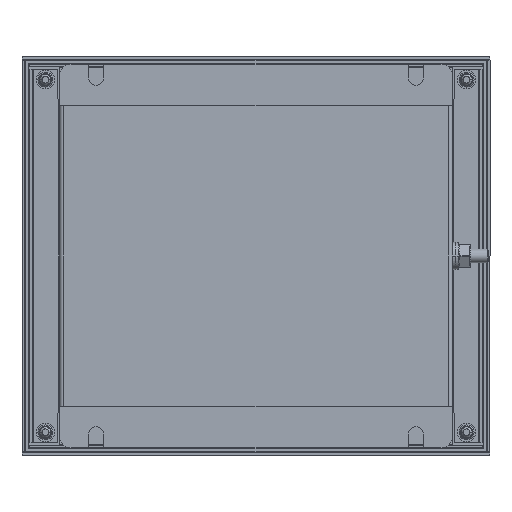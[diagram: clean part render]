
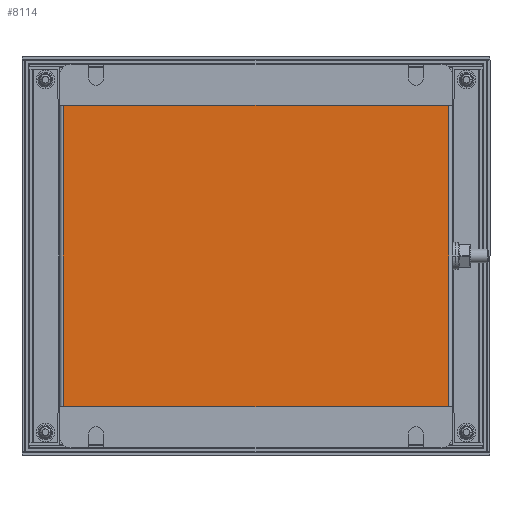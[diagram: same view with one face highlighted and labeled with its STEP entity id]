
A CAD part, front view. The second image highlights one B-rep face of the part: STEP entity #8114.
In plain terms, the highlighted planar face has unit normal (0, -1, 0).
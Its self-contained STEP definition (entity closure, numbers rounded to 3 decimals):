
#506 = CARTESIAN_POINT ( 'NONE',  ( -18.832, 0., -20.222 ) ) ;
#1013 = CARTESIAN_POINT ( 'NONE',  ( -24.901, 0., -11.98 ) ) ;
#1020 = VECTOR ( 'NONE', #52610, 1000. ) ;
#1022 = CARTESIAN_POINT ( 'NONE',  ( 84.5, 0., -68.5 ) ) ;
#1151 = CARTESIAN_POINT ( 'NONE',  ( -84.5, 0., 68.5 ) ) ;
#3429 = VECTOR ( 'NONE', #16554, 1000. ) ;
#3598 = VERTEX_POINT ( 'NONE', #56615 ) ;
#4399 = LINE ( 'NONE', #33059, #8165 ) ;
#4476 = DIRECTION ( 'NONE',  ( 1., 0., 0. ) ) ;
#4520 = EDGE_CURVE ( 'NONE', #25161, #54181, #63714, .T. ) ;
#4854 = CARTESIAN_POINT ( 'NONE',  ( -85.758, 0., -69.5 ) ) ;
#5970 = VERTEX_POINT ( 'NONE', #10228 ) ;
#6630 = VECTOR ( 'NONE', #10030, 1000. ) ;
#8114 = ADVANCED_FACE ( 'NONE', ( #46597 ), #40261, .F. ) ;
#8165 = VECTOR ( 'NONE', #21817, 1000. ) ;
#9663 = EDGE_CURVE ( 'NONE', #10154, #12648, #4399, .T. ) ;
#10030 = DIRECTION ( 'NONE',  ( 1., 0., 0. ) ) ;
#10154 = VERTEX_POINT ( 'NONE', #15659 ) ;
#10228 = CARTESIAN_POINT ( 'NONE',  ( 84.4, 0., 68.5 ) ) ;
#10980 = ORIENTED_EDGE ( 'NONE', *, *, #4520, .F. ) ;
#11231 = CARTESIAN_POINT ( 'NONE',  ( -84.4, 0., -68.5 ) ) ;
#11935 = ORIENTED_EDGE ( 'NONE', *, *, #55093, .T. ) ;
#12648 = VERTEX_POINT ( 'NONE', #1022 ) ;
#14021 = ORIENTED_EDGE ( 'NONE', *, *, #48879, .T. ) ;
#15659 = CARTESIAN_POINT ( 'NONE',  ( 84.4, 0., -68.5 ) ) ;
#16554 = DIRECTION ( 'NONE',  ( 0., 0., -1. ) ) ;
#19303 = CARTESIAN_POINT ( 'NONE',  ( 85.758, 0., 69.5 ) ) ;
#21392 = VECTOR ( 'NONE', #50578, 1000. ) ;
#21817 = DIRECTION ( 'NONE',  ( 1., 0., 0. ) ) ;
#22594 = VERTEX_POINT ( 'NONE', #4854 ) ;
#23058 = CARTESIAN_POINT ( 'NONE',  ( 84.5, 0., -68.5 ) ) ;
#23185 = ORIENTED_EDGE ( 'NONE', *, *, #69194, .T. ) ;
#23955 = CARTESIAN_POINT ( 'NONE',  ( 84.5, 0., 68.5 ) ) ;
#25161 = VERTEX_POINT ( 'NONE', #58263 ) ;
#25164 = CARTESIAN_POINT ( 'NONE',  ( -86., 0., 71. ) ) ;
#25293 = ORIENTED_EDGE ( 'NONE', *, *, #41243, .T. ) ;
#25880 = CARTESIAN_POINT ( 'NONE',  ( -86., 0., 69.5 ) ) ;
#26433 = CARTESIAN_POINT ( 'NONE',  ( -84.5, 0., -68.5 ) ) ;
#26678 = VECTOR ( 'NONE', #4476, 1000. ) ;
#27881 = EDGE_LOOP ( 'NONE', ( #60487, #62111, #41968, #50593, #10980, #11935, #54823, #23185, #25293, #14021, #49067, #48430 ) ) ;
#29161 = CARTESIAN_POINT ( 'NONE',  ( -92.7, 0., 61.901 ) ) ;
#29481 = VECTOR ( 'NONE', #65499, 1000. ) ;
#29835 = LINE ( 'NONE', #29161, #21392 ) ;
#31437 = VERTEX_POINT ( 'NONE', #23955 ) ;
#31670 = VERTEX_POINT ( 'NONE', #11231 ) ;
#31806 = LINE ( 'NONE', #37446, #6630 ) ;
#33059 = CARTESIAN_POINT ( 'NONE',  ( -86., 0., -68.5 ) ) ;
#33068 = EDGE_CURVE ( 'NONE', #22594, #3598, #31806, .T. ) ;
#33478 = DIRECTION ( 'NONE',  ( 1., 0., 0. ) ) ;
#34101 = VECTOR ( 'NONE', #43334, 1000. ) ;
#37446 = CARTESIAN_POINT ( 'NONE',  ( -86., 0., -69.5 ) ) ;
#37713 = LINE ( 'NONE', #506, #34101 ) ;
#38893 = CARTESIAN_POINT ( 'NONE',  ( -84.5, 0., 68.5 ) ) ;
#39190 = LINE ( 'NONE', #54251, #66879 ) ;
#40261 = PLANE ( 'NONE',  #53982 ) ;
#40558 = VERTEX_POINT ( 'NONE', #46504 ) ;
#41243 = EDGE_CURVE ( 'NONE', #51220, #31670, #45081, .T. ) ;
#41548 = EDGE_CURVE ( 'NONE', #3598, #10154, #29835, .T. ) ;
#41968 = ORIENTED_EDGE ( 'NONE', *, *, #47139, .T. ) ;
#43334 = DIRECTION ( 'NONE',  ( -0.805, 0., -0.593 ) ) ;
#43816 = VECTOR ( 'NONE', #33478, 1000. ) ;
#43850 = LINE ( 'NONE', #1013, #29481 ) ;
#44399 = CARTESIAN_POINT ( 'NONE',  ( -86., 0., -68.5 ) ) ;
#45081 = LINE ( 'NONE', #44399, #43816 ) ;
#45619 = LINE ( 'NONE', #61315, #64169 ) ;
#46504 = CARTESIAN_POINT ( 'NONE',  ( -84.4, 0., 68.5 ) ) ;
#46597 = FACE_OUTER_BOUND ( 'NONE', #27881, .T. ) ;
#47139 = EDGE_CURVE ( 'NONE', #31437, #5970, #39190, .T. ) ;
#47744 = CARTESIAN_POINT ( 'NONE',  ( -86., 0., 68.5 ) ) ;
#48430 = ORIENTED_EDGE ( 'NONE', *, *, #41548, .T. ) ;
#48879 = EDGE_CURVE ( 'NONE', #31670, #22594, #37713, .T. ) ;
#49067 = ORIENTED_EDGE ( 'NONE', *, *, #33068, .T. ) ;
#50578 = DIRECTION ( 'NONE',  ( -0.805, 0., 0.593 ) ) ;
#50593 = ORIENTED_EDGE ( 'NONE', *, *, #66630, .T. ) ;
#51220 = VERTEX_POINT ( 'NONE', #26433 ) ;
#51498 = DIRECTION ( 'NONE',  ( 0., 1., 0. ) ) ;
#52610 = DIRECTION ( 'NONE',  ( -1., 0., 0. ) ) ;
#53282 = LINE ( 'NONE', #47744, #1020 ) ;
#53982 = AXIS2_PLACEMENT_3D ( 'NONE', #25164, #51498, #67583 ) ;
#54181 = VERTEX_POINT ( 'NONE', #19303 ) ;
#54251 = CARTESIAN_POINT ( 'NONE',  ( -86., 0., 68.5 ) ) ;
#54656 = EDGE_CURVE ( 'NONE', #12648, #31437, #64430, .T. ) ;
#54823 = ORIENTED_EDGE ( 'NONE', *, *, #63441, .T. ) ;
#55093 = EDGE_CURVE ( 'NONE', #25161, #40558, #45619, .T. ) ;
#56004 = DIRECTION ( 'NONE',  ( 0., 0., 1. ) ) ;
#56615 = CARTESIAN_POINT ( 'NONE',  ( 85.758, 0., -69.5 ) ) ;
#58263 = CARTESIAN_POINT ( 'NONE',  ( -85.758, 0., 69.5 ) ) ;
#60487 = ORIENTED_EDGE ( 'NONE', *, *, #9663, .T. ) ;
#60529 = DIRECTION ( 'NONE',  ( -1., 0., 0. ) ) ;
#61315 = CARTESIAN_POINT ( 'NONE',  ( -86.631, 0., 70.143 ) ) ;
#61788 = VECTOR ( 'NONE', #56004, 1000. ) ;
#62111 = ORIENTED_EDGE ( 'NONE', *, *, #54656, .T. ) ;
#63441 = EDGE_CURVE ( 'NONE', #40558, #66028, #53282, .T. ) ;
#63714 = LINE ( 'NONE', #25880, #26678 ) ;
#64169 = VECTOR ( 'NONE', #65562, 1000. ) ;
#64430 = LINE ( 'NONE', #23058, #61788 ) ;
#64944 = LINE ( 'NONE', #1151, #3429 ) ;
#65499 = DIRECTION ( 'NONE',  ( 0.805, 0., 0.593 ) ) ;
#65562 = DIRECTION ( 'NONE',  ( 0.805, 0., -0.593 ) ) ;
#66028 = VERTEX_POINT ( 'NONE', #38893 ) ;
#66630 = EDGE_CURVE ( 'NONE', #5970, #54181, #43850, .T. ) ;
#66879 = VECTOR ( 'NONE', #60529, 1000. ) ;
#67583 = DIRECTION ( 'NONE',  ( 0., 0., -1. ) ) ;
#69194 = EDGE_CURVE ( 'NONE', #66028, #51220, #64944, .T. ) ;
